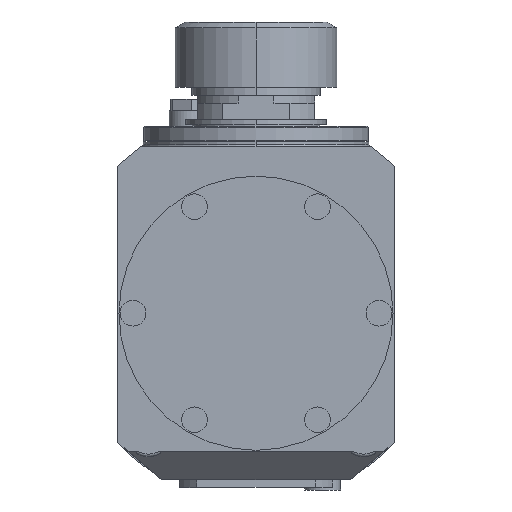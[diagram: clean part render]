
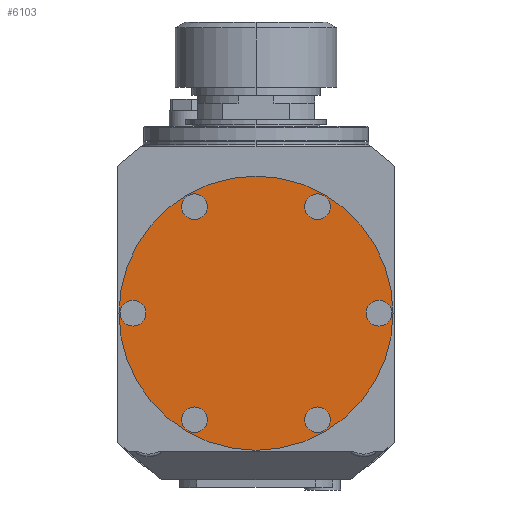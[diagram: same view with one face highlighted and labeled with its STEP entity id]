
A CAD part, left-side view. The second image highlights one B-rep face of the part: STEP entity #6103.
In plain terms, the highlighted planar face has unit normal (-1, 0, 0).
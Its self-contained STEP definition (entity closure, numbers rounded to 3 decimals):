
#683=CARTESIAN_POINT('',(-138.,0.,0.));
#684=DIRECTION('',(-1.,0.,0.));
#685=DIRECTION('',(0.,0.,1.));
#686=AXIS2_PLACEMENT_3D('',#683,#684,#685);
#692=CARTESIAN_POINT('',(-138.,0.,0.));
#693=DIRECTION('',(1.,0.,0.));
#694=DIRECTION('',(0.,0.,1.));
#695=AXIS2_PLACEMENT_3D('',#692,#693,#694);
#701=CARTESIAN_POINT('',(-138.,-24.,41.569));
#702=DIRECTION('',(1.,0.,0.));
#703=DIRECTION('',(0.,0.,1.));
#704=AXIS2_PLACEMENT_3D('',#701,#702,#703);
#706=CARTESIAN_POINT('',(-138.,-24.,41.569));
#707=DIRECTION('',(1.,0.,0.));
#708=DIRECTION('',(0.,0.,-1.));
#709=AXIS2_PLACEMENT_3D('',#706,#707,#708);
#711=CARTESIAN_POINT('',(-138.,24.,41.569));
#712=DIRECTION('',(1.,0.,0.));
#713=DIRECTION('',(0.,0.,1.));
#714=AXIS2_PLACEMENT_3D('',#711,#712,#713);
#716=CARTESIAN_POINT('',(-138.,24.,41.569));
#717=DIRECTION('',(1.,0.,0.));
#718=DIRECTION('',(0.,0.,-1.));
#719=AXIS2_PLACEMENT_3D('',#716,#717,#718);
#721=CARTESIAN_POINT('',(-138.,48.,0.));
#722=DIRECTION('',(1.,0.,0.));
#723=DIRECTION('',(0.,0.,1.));
#724=AXIS2_PLACEMENT_3D('',#721,#722,#723);
#726=CARTESIAN_POINT('',(-138.,48.,0.));
#727=DIRECTION('',(1.,0.,0.));
#728=DIRECTION('',(0.,0.,-1.));
#729=AXIS2_PLACEMENT_3D('',#726,#727,#728);
#731=CARTESIAN_POINT('',(-138.,24.,-41.569));
#732=DIRECTION('',(1.,0.,0.));
#733=DIRECTION('',(0.,0.,1.));
#734=AXIS2_PLACEMENT_3D('',#731,#732,#733);
#736=CARTESIAN_POINT('',(-138.,24.,-41.569));
#737=DIRECTION('',(1.,0.,0.));
#738=DIRECTION('',(0.,0.,-1.));
#739=AXIS2_PLACEMENT_3D('',#736,#737,#738);
#741=CARTESIAN_POINT('',(-138.,-24.,-41.569));
#742=DIRECTION('',(1.,0.,0.));
#743=DIRECTION('',(0.,0.,1.));
#744=AXIS2_PLACEMENT_3D('',#741,#742,#743);
#746=CARTESIAN_POINT('',(-138.,-24.,-41.569));
#747=DIRECTION('',(1.,0.,0.));
#748=DIRECTION('',(0.,0.,-1.));
#749=AXIS2_PLACEMENT_3D('',#746,#747,#748);
#751=CARTESIAN_POINT('',(-138.,-48.,0.));
#752=DIRECTION('',(1.,0.,0.));
#753=DIRECTION('',(0.,0.,1.));
#754=AXIS2_PLACEMENT_3D('',#751,#752,#753);
#756=CARTESIAN_POINT('',(-138.,-48.,0.));
#757=DIRECTION('',(1.,0.,0.));
#758=DIRECTION('',(0.,0.,-1.));
#759=AXIS2_PLACEMENT_3D('',#756,#757,#758);
#5035=CARTESIAN_POINT('',(-138.,0.,53.5));
#5036=CARTESIAN_POINT('',(-138.,0.,-53.5));
#5037=VERTEX_POINT('',#5035);
#5038=VERTEX_POINT('',#5036);
#5047=CARTESIAN_POINT('',(-138.,-24.,46.569));
#5048=CARTESIAN_POINT('',(-138.,-24.,36.569));
#5049=VERTEX_POINT('',#5047);
#5050=VERTEX_POINT('',#5048);
#5055=CARTESIAN_POINT('',(-138.,24.,46.569));
#5056=CARTESIAN_POINT('',(-138.,24.,36.569));
#5057=VERTEX_POINT('',#5055);
#5058=VERTEX_POINT('',#5056);
#5063=CARTESIAN_POINT('',(-138.,48.,5.));
#5064=CARTESIAN_POINT('',(-138.,48.,-5.));
#5065=VERTEX_POINT('',#5063);
#5066=VERTEX_POINT('',#5064);
#5071=CARTESIAN_POINT('',(-138.,24.,-36.569));
#5072=CARTESIAN_POINT('',(-138.,24.,-46.569));
#5073=VERTEX_POINT('',#5071);
#5074=VERTEX_POINT('',#5072);
#5079=CARTESIAN_POINT('',(-138.,-24.,-36.569));
#5080=CARTESIAN_POINT('',(-138.,-24.,-46.569));
#5081=VERTEX_POINT('',#5079);
#5082=VERTEX_POINT('',#5080);
#5087=CARTESIAN_POINT('',(-138.,-48.,5.));
#5088=CARTESIAN_POINT('',(-138.,-48.,-5.));
#5089=VERTEX_POINT('',#5087);
#5090=VERTEX_POINT('',#5088);
#6058=CARTESIAN_POINT('',(-138.,0.,0.));
#6059=DIRECTION('',(-1.,0.,0.));
#6060=DIRECTION('',(0.,0.,-1.));
#6061=AXIS2_PLACEMENT_3D('',#6058,#6059,#6060);
#6062=PLANE('',#6061);
#6063=ORIENTED_EDGE('',*,*,#6052,.T.);
#6064=ORIENTED_EDGE('',*,*,#6038,.F.);
#6065=EDGE_LOOP('',(#6063,#6064));
#6066=FACE_OUTER_BOUND('',#6065,.F.);
#6068=ORIENTED_EDGE('',*,*,#6067,.F.);
#6070=ORIENTED_EDGE('',*,*,#6069,.F.);
#6071=EDGE_LOOP('',(#6068,#6070));
#6072=FACE_BOUND('',#6071,.F.);
#6074=ORIENTED_EDGE('',*,*,#6073,.F.);
#6076=ORIENTED_EDGE('',*,*,#6075,.F.);
#6077=EDGE_LOOP('',(#6074,#6076));
#6078=FACE_BOUND('',#6077,.F.);
#6080=ORIENTED_EDGE('',*,*,#6079,.F.);
#6082=ORIENTED_EDGE('',*,*,#6081,.F.);
#6083=EDGE_LOOP('',(#6080,#6082));
#6084=FACE_BOUND('',#6083,.F.);
#6086=ORIENTED_EDGE('',*,*,#6085,.F.);
#6088=ORIENTED_EDGE('',*,*,#6087,.F.);
#6089=EDGE_LOOP('',(#6086,#6088));
#6090=FACE_BOUND('',#6089,.F.);
#6092=ORIENTED_EDGE('',*,*,#6091,.F.);
#6094=ORIENTED_EDGE('',*,*,#6093,.F.);
#6095=EDGE_LOOP('',(#6092,#6094));
#6096=FACE_BOUND('',#6095,.F.);
#6098=ORIENTED_EDGE('',*,*,#6097,.F.);
#6100=ORIENTED_EDGE('',*,*,#6099,.F.);
#6101=EDGE_LOOP('',(#6098,#6100));
#6102=FACE_BOUND('',#6101,.F.);
#6103=ADVANCED_FACE('',(#6066,#6072,#6078,#6084,#6090,#6096,#6102),#6062,.T.);
#687=CIRCLE('',#686,53.5);
#696=CIRCLE('',#695,53.5);
#705=CIRCLE('',#704,5.);
#710=CIRCLE('',#709,5.);
#715=CIRCLE('',#714,5.);
#720=CIRCLE('',#719,5.);
#725=CIRCLE('',#724,5.);
#730=CIRCLE('',#729,5.);
#735=CIRCLE('',#734,5.);
#740=CIRCLE('',#739,5.);
#745=CIRCLE('',#744,5.);
#750=CIRCLE('',#749,5.);
#755=CIRCLE('',#754,5.);
#760=CIRCLE('',#759,5.);
#6038=EDGE_CURVE('',#5037,#5038,#687,.T.);
#6052=EDGE_CURVE('',#5037,#5038,#696,.T.);
#6067=EDGE_CURVE('',#5049,#5050,#705,.T.);
#6069=EDGE_CURVE('',#5050,#5049,#710,.T.);
#6073=EDGE_CURVE('',#5057,#5058,#715,.T.);
#6075=EDGE_CURVE('',#5058,#5057,#720,.T.);
#6079=EDGE_CURVE('',#5065,#5066,#725,.T.);
#6081=EDGE_CURVE('',#5066,#5065,#730,.T.);
#6085=EDGE_CURVE('',#5073,#5074,#735,.T.);
#6087=EDGE_CURVE('',#5074,#5073,#740,.T.);
#6091=EDGE_CURVE('',#5081,#5082,#745,.T.);
#6093=EDGE_CURVE('',#5082,#5081,#750,.T.);
#6097=EDGE_CURVE('',#5089,#5090,#755,.T.);
#6099=EDGE_CURVE('',#5090,#5089,#760,.T.);
